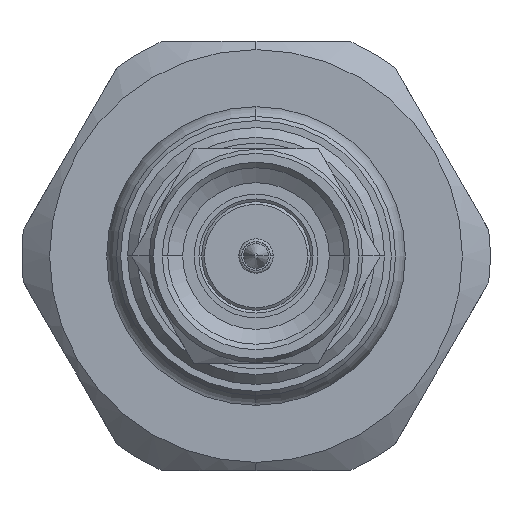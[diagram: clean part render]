
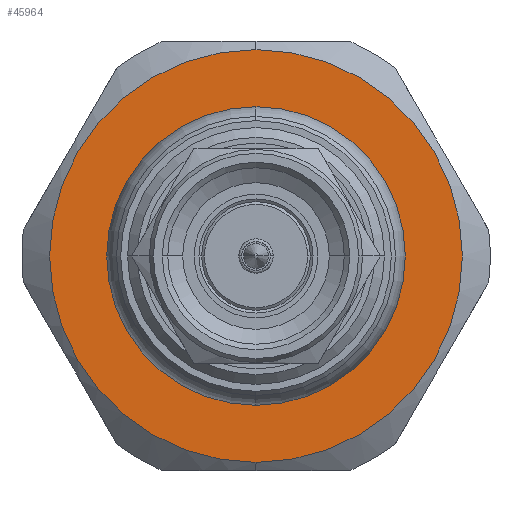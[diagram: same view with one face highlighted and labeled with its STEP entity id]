
A CAD part, left-side view. The second image highlights one B-rep face of the part: STEP entity #45964.
In plain terms, the highlighted face is planar.
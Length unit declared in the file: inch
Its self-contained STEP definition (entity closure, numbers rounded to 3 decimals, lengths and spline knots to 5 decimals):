
#2372 = CIRCLE ( 'NONE', #8353, 0.21654 ) ;
#2664 = CARTESIAN_POINT ( 'NONE',  ( 0.59055, 0., 0. ) ) ;
#4509 = CARTESIAN_POINT ( 'NONE',  ( 0.59055, 0., 0. ) ) ;
#5105 = AXIS2_PLACEMENT_3D ( 'NONE', #38359, #5385, #42112 ) ;
#5385 = DIRECTION ( 'NONE',  ( -1., 0., 0. ) ) ;
#7382 = CIRCLE ( 'NONE', #52384, 0.29921 ) ;
#8062 = AXIS2_PLACEMENT_3D ( 'NONE', #43808, #19606, #35811 ) ;
#8353 = AXIS2_PLACEMENT_3D ( 'NONE', #4509, #36981, #25292 ) ;
#9427 = DIRECTION ( 'NONE',  ( -1., 0., 0. ) ) ;
#17024 = ORIENTED_EDGE ( 'NONE', *, *, #31907, .F. ) ;
#18915 = EDGE_CURVE ( 'NONE', #36055, #19424, #39110, .T. ) ;
#19253 = CARTESIAN_POINT ( 'NONE',  ( 0.59055, 0., 0. ) ) ;
#19424 = VERTEX_POINT ( 'NONE', #47686 ) ;
#19533 = PLANE ( 'NONE',  #24184 ) ;
#19606 = DIRECTION ( 'NONE',  ( -1., 0., 0. ) ) ;
#22197 = ORIENTED_EDGE ( 'NONE', *, *, #46489, .T. ) ;
#22656 = DIRECTION ( 'NONE',  ( 0., 0., 1. ) ) ;
#23748 = VERTEX_POINT ( 'NONE', #46382 ) ;
#24184 = AXIS2_PLACEMENT_3D ( 'NONE', #19253, #28056, #48262 ) ;
#25292 = DIRECTION ( 'NONE',  ( 0., 0., 1. ) ) ;
#25764 = EDGE_CURVE ( 'NONE', #23748, #26444, #2372, .T. ) ;
#25894 = CIRCLE ( 'NONE', #8062, 0.21654 ) ;
#26444 = VERTEX_POINT ( 'NONE', #43425 ) ;
#28056 = DIRECTION ( 'NONE',  ( 1., 0., 0. ) ) ;
#31907 = EDGE_CURVE ( 'NONE', #19424, #36055, #7382, .T. ) ;
#35199 = FACE_OUTER_BOUND ( 'NONE', #44553, .T. ) ;
#35811 = DIRECTION ( 'NONE',  ( 0., 0., 1. ) ) ;
#36055 = VERTEX_POINT ( 'NONE', #51968 ) ;
#36981 = DIRECTION ( 'NONE',  ( -1., 0., 0. ) ) ;
#38359 = CARTESIAN_POINT ( 'NONE',  ( 0.59055, 0., 0. ) ) ;
#38739 = ORIENTED_EDGE ( 'NONE', *, *, #25764, .T. ) ;
#39110 = CIRCLE ( 'NONE', #5105, 0.29921 ) ;
#40002 = FACE_BOUND ( 'NONE', #47704, .T. ) ;
#42112 = DIRECTION ( 'NONE',  ( 0., 0., 1. ) ) ;
#43425 = CARTESIAN_POINT ( 'NONE',  ( 0.59055, 0., 0.21654 ) ) ;
#43808 = CARTESIAN_POINT ( 'NONE',  ( 0.59055, 0., 0. ) ) ;
#44553 = EDGE_LOOP ( 'NONE', ( #52084, #17024 ) ) ;
#45964 = ADVANCED_FACE ( 'NONE', ( #40002, #35199 ), #19533, .T. ) ;
#46382 = CARTESIAN_POINT ( 'NONE',  ( 0.59055, 0., -0.21654 ) ) ;
#46489 = EDGE_CURVE ( 'NONE', #26444, #23748, #25894, .T. ) ;
#47686 = CARTESIAN_POINT ( 'NONE',  ( 0.59055, 0., -0.29921 ) ) ;
#47704 = EDGE_LOOP ( 'NONE', ( #22197, #38739 ) ) ;
#48262 = DIRECTION ( 'NONE',  ( 0., 0., -1. ) ) ;
#51968 = CARTESIAN_POINT ( 'NONE',  ( 0.59055, 0., 0.29921 ) ) ;
#52084 = ORIENTED_EDGE ( 'NONE', *, *, #18915, .F. ) ;
#52384 = AXIS2_PLACEMENT_3D ( 'NONE', #2664, #9427, #22656 ) ;
